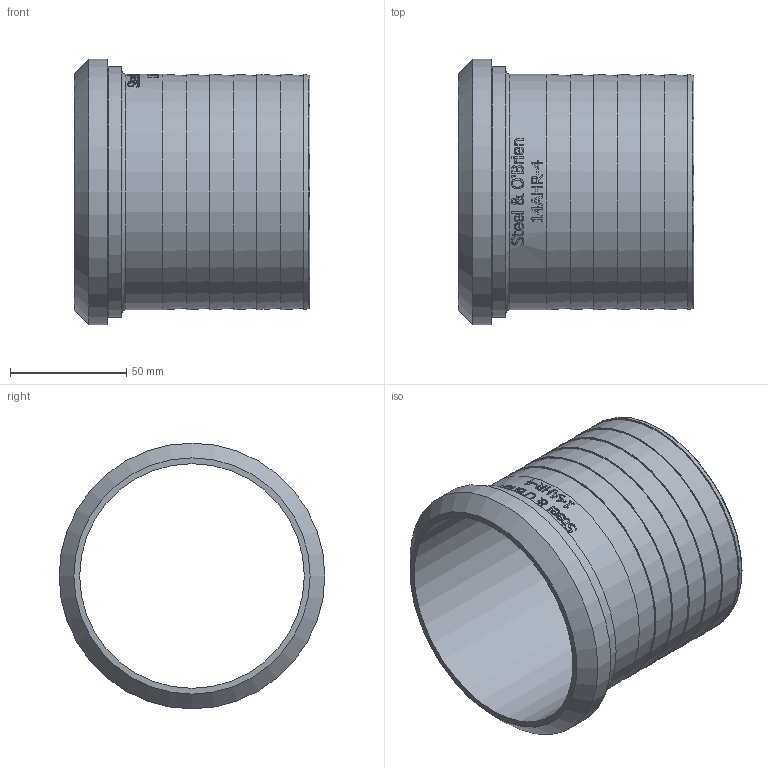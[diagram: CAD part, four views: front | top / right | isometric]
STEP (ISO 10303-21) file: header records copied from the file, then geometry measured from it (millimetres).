
FILE_DESCRIPTION(/* description */ (''),/* implementation_level */ '2;1');
FILE_NAME(/* name */ '14AHR-4.stp',/* time_stamp */ '2021-08-30T15:22:18-04:00',/* author */ ('rick'),/* organization */ (''),/* preprocessor_version */ 'ST-DEVELOPER v18',/* originating_system */ 'Autodesk Inventor 2020',/* authorisation */ '');
FILE_SCHEMA (('AUTOMOTIVE_DESIGN { 1 0 10303 214 3 1 1 }'));
Length unit declared in the file: inch
Products named in the file (1): 14AHR-4
Bounding box: 101.6 x 114.5 x 114.5 mm (x, y, z)
Volume: 99920.4 mm3; surface area: 69181.2 mm2
Topology: 1 solids, 1 shells, 342 faces, 921 edges, 622 vertices
Faces by surface type: plane 166, bspline 127, cylinder 37, cone 8, torus 4
Full cylindrical faces by diameter (mm): 96.825 x1, 101.6 x1, 108.153 x1, 114.503 x1
Entity records: 13399 total; most frequent: CARTESIAN_POINT 5334, ORIENTED_EDGE 1842, DIRECTION 1345, EDGE_CURVE 921, VERTEX_POINT 622, AXIS2_PLACEMENT_3D 462, LINE 421, VECTOR 421
